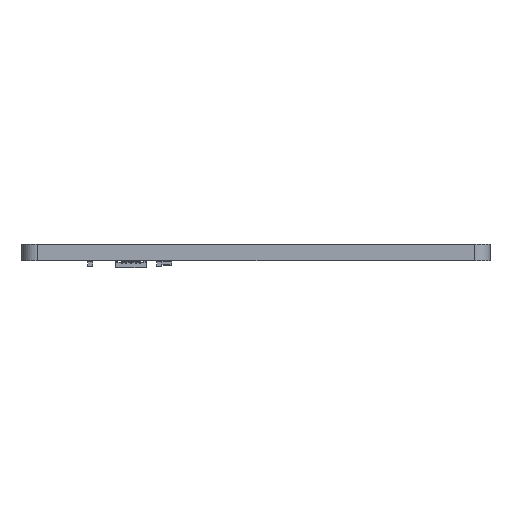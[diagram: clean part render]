
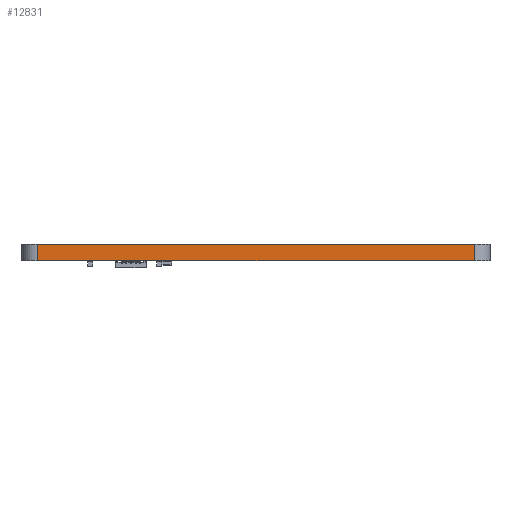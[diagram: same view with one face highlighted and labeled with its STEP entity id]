
A CAD part, front view. The second image highlights one B-rep face of the part: STEP entity #12831.
In plain terms, the highlighted planar face has unit normal (0, -1, 0).
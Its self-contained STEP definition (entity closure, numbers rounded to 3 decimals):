
#12713 = EDGE_CURVE('',#12714,#12716,#12718,.T.);
#12714 = VERTEX_POINT('',#12715);
#12715 = CARTESIAN_POINT('',(21.,-35.,0.));
#12716 = VERTEX_POINT('',#12717);
#12717 = CARTESIAN_POINT('',(21.,-35.,1.6));
#12718 = SURFACE_CURVE('',#12719,(#12723,#12735),.PCURVE_S1.);
#12719 = LINE('',#12720,#12721);
#12720 = CARTESIAN_POINT('',(21.,-35.,0.));
#12721 = VECTOR('',#12722,1.);
#12722 = DIRECTION('',(0.,0.,1.));
#12723 = PCURVE('',#12724,#12729);
#12724 = CYLINDRICAL_SURFACE('',#12725,1.5);
#12725 = AXIS2_PLACEMENT_3D('',#12726,#12727,#12728);
#12726 = CARTESIAN_POINT('',(21.,-33.5,0.));
#12727 = DIRECTION('',(-0.,-0.,-1.));
#12728 = DIRECTION('',(1.,0.,-0.));
#12729 = DEFINITIONAL_REPRESENTATION('',(#12730),#12734);
#12730 = LINE('',#12731,#12732);
#12731 = CARTESIAN_POINT('',(-4.712,0.));
#12732 = VECTOR('',#12733,1.);
#12733 = DIRECTION('',(-0.,-1.));
#12734 = ( GEOMETRIC_REPRESENTATION_CONTEXT(2) 
PARAMETRIC_REPRESENTATION_CONTEXT() REPRESENTATION_CONTEXT('2D SPACE',''
  ) );
#12735 = PCURVE('',#12736,#12741);
#12736 = PLANE('',#12737);
#12737 = AXIS2_PLACEMENT_3D('',#12738,#12739,#12740);
#12738 = CARTESIAN_POINT('',(21.,-35.,0.));
#12739 = DIRECTION('',(0.,-1.,0.));
#12740 = DIRECTION('',(-1.,0.,0.));
#12741 = DEFINITIONAL_REPRESENTATION('',(#12742),#12746);
#12742 = LINE('',#12743,#12744);
#12743 = CARTESIAN_POINT('',(0.,-0.));
#12744 = VECTOR('',#12745,1.);
#12745 = DIRECTION('',(0.,-1.));
#12746 = ( GEOMETRIC_REPRESENTATION_CONTEXT(2) 
PARAMETRIC_REPRESENTATION_CONTEXT() REPRESENTATION_CONTEXT('2D SPACE',''
  ) );
#12765 = PLANE('',#12766);
#12766 = AXIS2_PLACEMENT_3D('',#12767,#12768,#12769);
#12767 = CARTESIAN_POINT('',(0.,0.,1.6));
#12768 = DIRECTION('',(0.,0.,1.));
#12769 = DIRECTION('',(1.,0.,-0.));
#12820 = PLANE('',#12821);
#12821 = AXIS2_PLACEMENT_3D('',#12822,#12823,#12824);
#12822 = CARTESIAN_POINT('',(0.,0.,0.));
#12823 = DIRECTION('',(0.,0.,1.));
#12824 = DIRECTION('',(1.,0.,-0.));
#12831 = ADVANCED_FACE('',(#12832),#12736,.T.);
#12832 = FACE_BOUND('',#12833,.T.);
#12833 = EDGE_LOOP('',(#12834,#12835,#12858,#12886));
#12834 = ORIENTED_EDGE('',*,*,#12713,.T.);
#12835 = ORIENTED_EDGE('',*,*,#12836,.T.);
#12836 = EDGE_CURVE('',#12716,#12837,#12839,.T.);
#12837 = VERTEX_POINT('',#12838);
#12838 = CARTESIAN_POINT('',(-21.,-35.,1.6));
#12839 = SURFACE_CURVE('',#12840,(#12844,#12851),.PCURVE_S1.);
#12840 = LINE('',#12841,#12842);
#12841 = CARTESIAN_POINT('',(21.,-35.,1.6));
#12842 = VECTOR('',#12843,1.);
#12843 = DIRECTION('',(-1.,0.,0.));
#12844 = PCURVE('',#12736,#12845);
#12845 = DEFINITIONAL_REPRESENTATION('',(#12846),#12850);
#12846 = LINE('',#12847,#12848);
#12847 = CARTESIAN_POINT('',(0.,-1.6));
#12848 = VECTOR('',#12849,1.);
#12849 = DIRECTION('',(1.,0.));
#12850 = ( GEOMETRIC_REPRESENTATION_CONTEXT(2) 
PARAMETRIC_REPRESENTATION_CONTEXT() REPRESENTATION_CONTEXT('2D SPACE',''
  ) );
#12851 = PCURVE('',#12765,#12852);
#12852 = DEFINITIONAL_REPRESENTATION('',(#12853),#12857);
#12853 = LINE('',#12854,#12855);
#12854 = CARTESIAN_POINT('',(21.,-35.));
#12855 = VECTOR('',#12856,1.);
#12856 = DIRECTION('',(-1.,0.));
#12857 = ( GEOMETRIC_REPRESENTATION_CONTEXT(2) 
PARAMETRIC_REPRESENTATION_CONTEXT() REPRESENTATION_CONTEXT('2D SPACE',''
  ) );
#12858 = ORIENTED_EDGE('',*,*,#12859,.F.);
#12859 = EDGE_CURVE('',#12860,#12837,#12862,.T.);
#12860 = VERTEX_POINT('',#12861);
#12861 = CARTESIAN_POINT('',(-21.,-35.,0.));
#12862 = SURFACE_CURVE('',#12863,(#12867,#12874),.PCURVE_S1.);
#12863 = LINE('',#12864,#12865);
#12864 = CARTESIAN_POINT('',(-21.,-35.,0.));
#12865 = VECTOR('',#12866,1.);
#12866 = DIRECTION('',(0.,0.,1.));
#12867 = PCURVE('',#12736,#12868);
#12868 = DEFINITIONAL_REPRESENTATION('',(#12869),#12873);
#12869 = LINE('',#12870,#12871);
#12870 = CARTESIAN_POINT('',(42.,0.));
#12871 = VECTOR('',#12872,1.);
#12872 = DIRECTION('',(0.,-1.));
#12873 = ( GEOMETRIC_REPRESENTATION_CONTEXT(2) 
PARAMETRIC_REPRESENTATION_CONTEXT() REPRESENTATION_CONTEXT('2D SPACE',''
  ) );
#12874 = PCURVE('',#12875,#12880);
#12875 = CYLINDRICAL_SURFACE('',#12876,1.5);
#12876 = AXIS2_PLACEMENT_3D('',#12877,#12878,#12879);
#12877 = CARTESIAN_POINT('',(-21.,-33.5,0.));
#12878 = DIRECTION('',(-0.,-0.,-1.));
#12879 = DIRECTION('',(1.,0.,-0.));
#12880 = DEFINITIONAL_REPRESENTATION('',(#12881),#12885);
#12881 = LINE('',#12882,#12883);
#12882 = CARTESIAN_POINT('',(-4.712,0.));
#12883 = VECTOR('',#12884,1.);
#12884 = DIRECTION('',(-0.,-1.));
#12885 = ( GEOMETRIC_REPRESENTATION_CONTEXT(2) 
PARAMETRIC_REPRESENTATION_CONTEXT() REPRESENTATION_CONTEXT('2D SPACE',''
  ) );
#12886 = ORIENTED_EDGE('',*,*,#12887,.F.);
#12887 = EDGE_CURVE('',#12714,#12860,#12888,.T.);
#12888 = SURFACE_CURVE('',#12889,(#12893,#12900),.PCURVE_S1.);
#12889 = LINE('',#12890,#12891);
#12890 = CARTESIAN_POINT('',(21.,-35.,0.));
#12891 = VECTOR('',#12892,1.);
#12892 = DIRECTION('',(-1.,0.,0.));
#12893 = PCURVE('',#12736,#12894);
#12894 = DEFINITIONAL_REPRESENTATION('',(#12895),#12899);
#12895 = LINE('',#12896,#12897);
#12896 = CARTESIAN_POINT('',(0.,-0.));
#12897 = VECTOR('',#12898,1.);
#12898 = DIRECTION('',(1.,0.));
#12899 = ( GEOMETRIC_REPRESENTATION_CONTEXT(2) 
PARAMETRIC_REPRESENTATION_CONTEXT() REPRESENTATION_CONTEXT('2D SPACE',''
  ) );
#12900 = PCURVE('',#12820,#12901);
#12901 = DEFINITIONAL_REPRESENTATION('',(#12902),#12906);
#12902 = LINE('',#12903,#12904);
#12903 = CARTESIAN_POINT('',(21.,-35.));
#12904 = VECTOR('',#12905,1.);
#12905 = DIRECTION('',(-1.,0.));
#12906 = ( GEOMETRIC_REPRESENTATION_CONTEXT(2) 
PARAMETRIC_REPRESENTATION_CONTEXT() REPRESENTATION_CONTEXT('2D SPACE',''
  ) );
